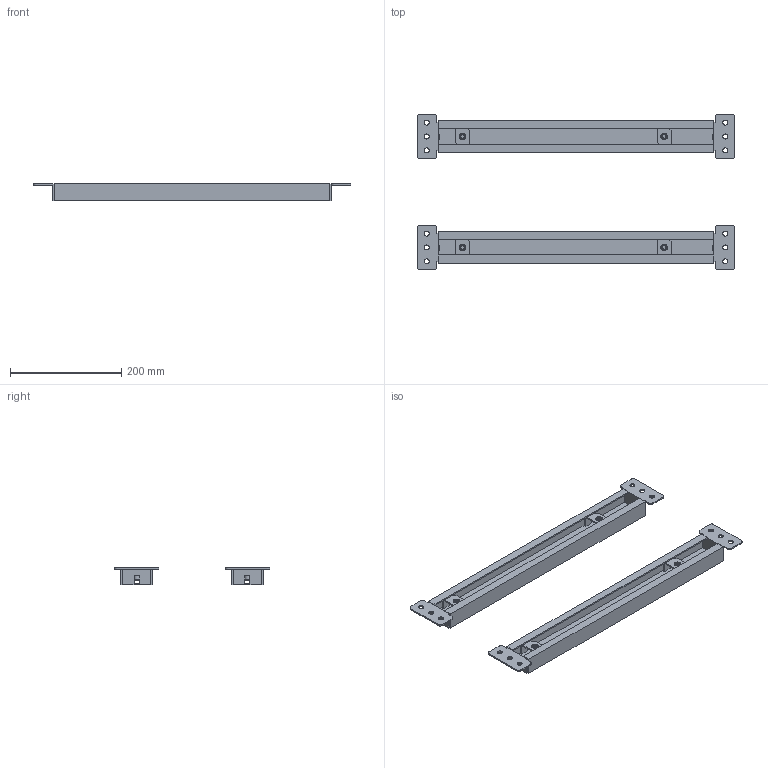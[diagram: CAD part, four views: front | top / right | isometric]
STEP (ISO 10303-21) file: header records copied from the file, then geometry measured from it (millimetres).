
FILE_DESCRIPTION (( 'STEP AP214' ), '1' );
FILE_NAME ('PTR600P.STEP', '2025-09-10T20:01:47', ( '' ), ( '' ), 'SwSTEP 2.0', 'SolidWorks 2024', '' );
FILE_SCHEMA (( 'AUTOMOTIVE_DESIGN' ));
Length unit declared in the file: millimetre
Products named in the file (1): PTR600P
Bounding box: 571 x 279.72 x 31 mm (x, y, z)
Volume: 397048.2 mm3; surface area: 330872 mm2
Topology: 2 solids, 2 shells, 1484 faces, 3866 edges, 2394 vertices
Faces by surface type: plane 1236, cylinder 224, cone 8, torus 8, bspline 8
Full cylindrical faces by diameter (mm): 6.647 x4, 8.8 x4, 9 x12, 10.9 x4, 11 x4
Entity records: 44664 total; most frequent: CARTESIAN_POINT 7913, DIRECTION 7742, ORIENTED_EDGE 7600, EDGE_CURVE 3800, VECTOR 2780, LINE 2780, AXIS2_PLACEMENT_3D 2481, VERTEX_POINT 2372
